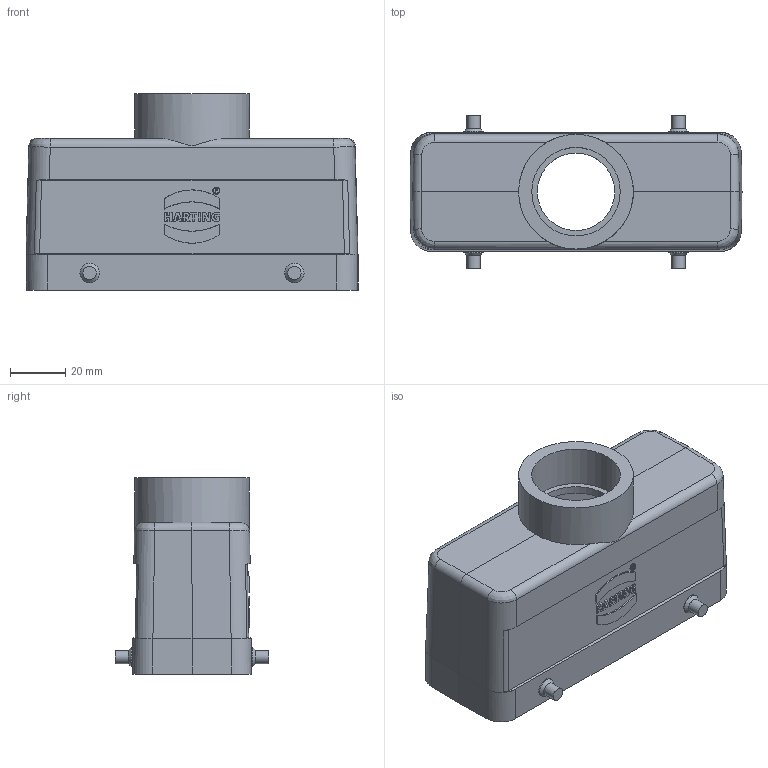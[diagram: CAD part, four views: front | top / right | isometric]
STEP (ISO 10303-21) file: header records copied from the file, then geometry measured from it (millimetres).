
FILE_DESCRIPTION(/* description */ (''),/* implementation_level */ '2;1');
FILE_NAME(/* name */ '100621293ugm000_e.stp',/* time_stamp */ '2019-11-08T07:13:40+01:00',/* author */ (''),/* organization */ (''),/* preprocessor_version */ 'ST-DEVELOPER v16.7',/* originating_system */ 'SIEMENS PLM Software NX 12.0',/* authorisation */ '');
FILE_SCHEMA (('AUTOMOTIVE_DESIGN { 1 0 10303 214 3 1 1 1 }'));
Length unit declared in the file: millimetre
Products named in the file (1): 100621293ugm000_e
Bounding box: 120 x 55.6 x 71 mm (x, y, z)
Volume: 72928.4 mm3; surface area: 45925.7 mm2
Topology: 1 solids, 1 shells, 217 faces, 548 edges, 360 vertices
Faces by surface type: plane 146, cylinder 45, bspline 16, cone 10
Full cylindrical faces by diameter (mm): 3 x4, 4.8 x4, 7 x4, 28 x1, 32 x1, 41.5 x1
Entity records: 7913 total; most frequent: CARTESIAN_POINT 1969, ORIENTED_EDGE 1028, DIRECTION 981, EDGE_CURVE 514, LINE 363, VECTOR 363, VERTEX_POINT 353, AXIS2_PLACEMENT_3D 309
